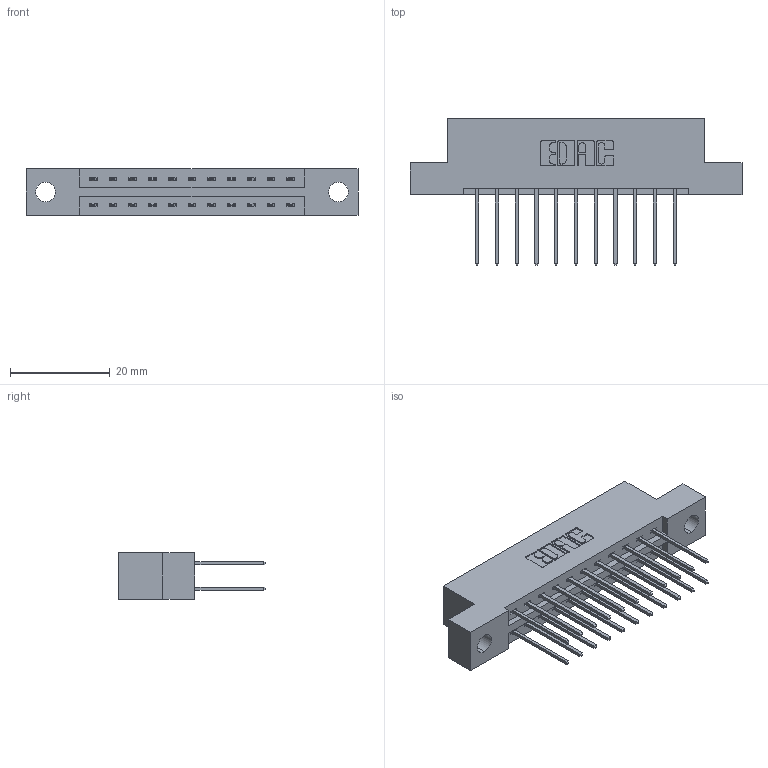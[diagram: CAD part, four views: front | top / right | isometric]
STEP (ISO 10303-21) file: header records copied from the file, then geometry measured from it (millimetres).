
FILE_DESCRIPTION (( 'STEP AP203' ), '1' );
FILE_NAME ('337-022-540-204.STEP', '2018-08-05T13:53:57', ( '' ), ( '' ), 'SwSTEP 2.0', 'SolidWorks 2016', '' );
FILE_SCHEMA (( 'CONFIG_CONTROL_DESIGN' ));
Length unit declared in the file: inch
Products named in the file (3): 345-292-001_345-293-140; 337-022-540-204; 337 Part_Flush Mounting Lugs - 0.156 Dia-TH
Assembly tree (23 placements, depth 2):
  337-022-540-204
    337 Part_Flush Mounting Lugs - 0.156 Dia-TH
    345-292-001_345-293-140  x22
Bounding box: 66.6 x 29.47 x 9.4 mm (x, y, z)
Volume: 6601.6 mm3; surface area: 7371.7 mm2
Topology: 23 solids, 23 shells, 1302 faces, 3853 edges, 2538 vertices
Faces by surface type: plane 906, cylinder 396
Entity records: 12559 total; most frequent: CARTESIAN_POINT 2142, ORIENTED_EDGE 2078, DIRECTION 1879, EDGE_CURVE 1039, LINE 911, VECTOR 911, VERTEX_POINT 690, AXIS2_PLACEMENT_3D 484
